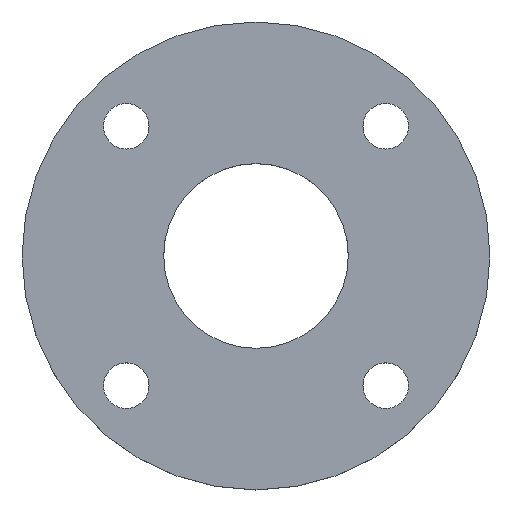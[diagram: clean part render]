
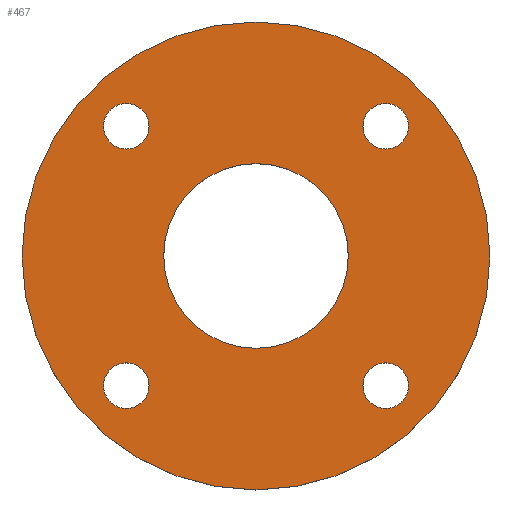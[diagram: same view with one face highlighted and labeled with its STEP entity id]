
A CAD part, top view. The second image highlights one B-rep face of the part: STEP entity #467.
In plain terms, the highlighted planar face has unit normal (0, 0, 1).
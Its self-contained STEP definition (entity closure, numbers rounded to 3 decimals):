
#2 = CARTESIAN_POINT ( 'NONE',  ( -51.265, 51.265, 0. ) ) ;
#3 = AXIS2_PLACEMENT_3D ( 'NONE', #213, #136, #392 ) ;
#7 = DIRECTION ( 'NONE',  ( -1., 0., 0. ) ) ;
#11 = CARTESIAN_POINT ( 'NONE',  ( 51.265, -60.265, 0. ) ) ;
#13 = DIRECTION ( 'NONE',  ( 1., 0., 0. ) ) ;
#20 = ORIENTED_EDGE ( 'NONE', *, *, #220, .T. ) ;
#22 = VERTEX_POINT ( 'NONE', #414 ) ;
#24 = EDGE_CURVE ( 'NONE', #22, #33, #313, .T. ) ;
#25 = VERTEX_POINT ( 'NONE', #376 ) ;
#31 = EDGE_CURVE ( 'NONE', #530, #361, #540, .T. ) ;
#33 = VERTEX_POINT ( 'NONE', #541 ) ;
#36 = FACE_BOUND ( 'NONE', #434, .T. ) ;
#42 = CARTESIAN_POINT ( 'NONE',  ( -51.265, 42.265, 0. ) ) ;
#45 = ORIENTED_EDGE ( 'NONE', *, *, #445, .F. ) ;
#46 = EDGE_CURVE ( 'NONE', #49, #398, #522, .T. ) ;
#49 = VERTEX_POINT ( 'NONE', #461 ) ;
#50 = AXIS2_PLACEMENT_3D ( 'NONE', #499, #375, #453 ) ;
#54 = VERTEX_POINT ( 'NONE', #42 ) ;
#68 = VERTEX_POINT ( 'NONE', #378 ) ;
#70 = DIRECTION ( 'NONE',  ( 0., 0., 1. ) ) ;
#74 = FACE_BOUND ( 'NONE', #367, .T. ) ;
#77 = CIRCLE ( 'NONE', #50, 9. ) ;
#89 = DIRECTION ( 'NONE',  ( 0., 1., 0. ) ) ;
#93 = AXIS2_PLACEMENT_3D ( 'NONE', #2, #174, #89 ) ;
#99 = VERTEX_POINT ( 'NONE', #132 ) ;
#106 = EDGE_CURVE ( 'NONE', #33, #22, #410, .T. ) ;
#109 = DIRECTION ( 'NONE',  ( 1., 0., 0. ) ) ;
#113 = CARTESIAN_POINT ( 'NONE',  ( 0., 0., 0. ) ) ;
#119 = AXIS2_PLACEMENT_3D ( 'NONE', #207, #205, #331 ) ;
#121 = AXIS2_PLACEMENT_3D ( 'NONE', #165, #372, #337 ) ;
#122 = FACE_BOUND ( 'NONE', #161, .T. ) ;
#128 = EDGE_CURVE ( 'NONE', #25, #142, #493, .T. ) ;
#132 = CARTESIAN_POINT ( 'NONE',  ( 92.5, 0., 0. ) ) ;
#136 = DIRECTION ( 'NONE',  ( 0., 0., 1. ) ) ;
#141 = CARTESIAN_POINT ( 'NONE',  ( 0., 0., 0. ) ) ;
#142 = VERTEX_POINT ( 'NONE', #11 ) ;
#144 = ORIENTED_EDGE ( 'NONE', *, *, #24, .F. ) ;
#145 = DIRECTION ( 'NONE',  ( 0., 0., 1. ) ) ;
#150 = ORIENTED_EDGE ( 'NONE', *, *, #128, .F. ) ;
#152 = ORIENTED_EDGE ( 'NONE', *, *, #46, .F. ) ;
#161 = EDGE_LOOP ( 'NONE', ( #311, #144 ) ) ;
#162 = CARTESIAN_POINT ( 'NONE',  ( 36.5, 0., 0. ) ) ;
#164 = EDGE_CURVE ( 'NONE', #68, #99, #475, .T. ) ;
#165 = CARTESIAN_POINT ( 'NONE',  ( 0., 92.5, 0. ) ) ;
#166 = CARTESIAN_POINT ( 'NONE',  ( 51.265, 51.265, 0. ) ) ;
#167 = AXIS2_PLACEMENT_3D ( 'NONE', #400, #527, #109 ) ;
#168 = FACE_BOUND ( 'NONE', #442, .T. ) ;
#174 = DIRECTION ( 'NONE',  ( 0., 0., 1. ) ) ;
#178 = DIRECTION ( 'NONE',  ( 0., -1., 0. ) ) ;
#182 = DIRECTION ( 'NONE',  ( 0., 0., 1. ) ) ;
#185 = EDGE_CURVE ( 'NONE', #401, #54, #333, .T. ) ;
#186 = DIRECTION ( 'NONE',  ( 0., 1., 0. ) ) ;
#202 = AXIS2_PLACEMENT_3D ( 'NONE', #113, #70, #232 ) ;
#205 = DIRECTION ( 'NONE',  ( 0., 0., 1. ) ) ;
#206 = FACE_BOUND ( 'NONE', #382, .T. ) ;
#207 = CARTESIAN_POINT ( 'NONE',  ( -51.265, -51.265, 0. ) ) ;
#213 = CARTESIAN_POINT ( 'NONE',  ( 0., 0., 0. ) ) ;
#215 = AXIS2_PLACEMENT_3D ( 'NONE', #494, #373, #338 ) ;
#218 = CIRCLE ( 'NONE', #202, 36.5 ) ;
#220 = EDGE_CURVE ( 'NONE', #99, #68, #386, .T. ) ;
#232 = DIRECTION ( 'NONE',  ( 1., 0., 0. ) ) ;
#256 = CARTESIAN_POINT ( 'NONE',  ( -51.265, -51.265, 0. ) ) ;
#257 = DIRECTION ( 'NONE',  ( 0., 0., 1. ) ) ;
#279 = ORIENTED_EDGE ( 'NONE', *, *, #343, .F. ) ;
#281 = AXIS2_PLACEMENT_3D ( 'NONE', #356, #145, #186 ) ;
#289 = ORIENTED_EDGE ( 'NONE', *, *, #31, .F. ) ;
#290 = CIRCLE ( 'NONE', #167, 9. ) ;
#293 = DIRECTION ( 'NONE',  ( 1., 0., 0. ) ) ;
#294 = PLANE ( 'NONE',  #121 ) ;
#296 = AXIS2_PLACEMENT_3D ( 'NONE', #256, #389, #7 ) ;
#311 = ORIENTED_EDGE ( 'NONE', *, *, #106, .F. ) ;
#313 = CIRCLE ( 'NONE', #119, 9. ) ;
#314 = CARTESIAN_POINT ( 'NONE',  ( -51.265, 60.265, 0. ) ) ;
#329 = FACE_OUTER_BOUND ( 'NONE', #393, .T. ) ;
#331 = DIRECTION ( 'NONE',  ( -1., 0., 0. ) ) ;
#333 = CIRCLE ( 'NONE', #93, 9. ) ;
#337 = DIRECTION ( 'NONE',  ( -1., 0., 0. ) ) ;
#338 = DIRECTION ( 'NONE',  ( 1., 0., 0. ) ) ;
#343 = EDGE_CURVE ( 'NONE', #54, #401, #448, .T. ) ;
#356 = CARTESIAN_POINT ( 'NONE',  ( -51.265, 51.265, 0. ) ) ;
#357 = ORIENTED_EDGE ( 'NONE', *, *, #415, .F. ) ;
#358 = CARTESIAN_POINT ( 'NONE',  ( 42.265, 51.265, 0. ) ) ;
#361 = VERTEX_POINT ( 'NONE', #484 ) ;
#366 = AXIS2_PLACEMENT_3D ( 'NONE', #433, #182, #178 ) ;
#367 = EDGE_LOOP ( 'NONE', ( #45, #150 ) ) ;
#372 = DIRECTION ( 'NONE',  ( 0., 0., -1. ) ) ;
#373 = DIRECTION ( 'NONE',  ( 0., 0., 1. ) ) ;
#375 = DIRECTION ( 'NONE',  ( 0., 0., 1. ) ) ;
#376 = CARTESIAN_POINT ( 'NONE',  ( 51.265, -42.265, 0. ) ) ;
#378 = CARTESIAN_POINT ( 'NONE',  ( -92.5, 0., 0. ) ) ;
#382 = EDGE_LOOP ( 'NONE', ( #387, #279 ) ) ;
#386 = CIRCLE ( 'NONE', #542, 92.5 ) ;
#387 = ORIENTED_EDGE ( 'NONE', *, *, #185, .F. ) ;
#389 = DIRECTION ( 'NONE',  ( 0., 0., 1. ) ) ;
#392 = DIRECTION ( 'NONE',  ( 1., 0., 0. ) ) ;
#393 = EDGE_LOOP ( 'NONE', ( #20, #538 ) ) ;
#398 = VERTEX_POINT ( 'NONE', #358 ) ;
#400 = CARTESIAN_POINT ( 'NONE',  ( 51.265, 51.265, 0. ) ) ;
#401 = VERTEX_POINT ( 'NONE', #314 ) ;
#410 = CIRCLE ( 'NONE', #296, 9. ) ;
#414 = CARTESIAN_POINT ( 'NONE',  ( -42.265, -51.265, 0. ) ) ;
#415 = EDGE_CURVE ( 'NONE', #361, #530, #218, .T. ) ;
#422 = DIRECTION ( 'NONE',  ( 0., 0., 1. ) ) ;
#423 = EDGE_CURVE ( 'NONE', #398, #49, #290, .T. ) ;
#433 = CARTESIAN_POINT ( 'NONE',  ( 51.265, -51.265, 0. ) ) ;
#434 = EDGE_LOOP ( 'NONE', ( #289, #357 ) ) ;
#442 = EDGE_LOOP ( 'NONE', ( #152, #478 ) ) ;
#445 = EDGE_CURVE ( 'NONE', #142, #25, #77, .T. ) ;
#448 = CIRCLE ( 'NONE', #281, 9. ) ;
#453 = DIRECTION ( 'NONE',  ( 0., -1., 0. ) ) ;
#461 = CARTESIAN_POINT ( 'NONE',  ( 60.265, 51.265, 0. ) ) ;
#467 = ADVANCED_FACE ( 'NONE', ( #206, #122, #74, #168, #36, #329 ), #294, .F. ) ;
#475 = CIRCLE ( 'NONE', #3, 92.5 ) ;
#478 = ORIENTED_EDGE ( 'NONE', *, *, #423, .F. ) ;
#484 = CARTESIAN_POINT ( 'NONE',  ( -36.5, 0., 0. ) ) ;
#493 = CIRCLE ( 'NONE', #366, 9. ) ;
#494 = CARTESIAN_POINT ( 'NONE',  ( 0., 0., 0. ) ) ;
#499 = CARTESIAN_POINT ( 'NONE',  ( 51.265, -51.265, 0. ) ) ;
#522 = CIRCLE ( 'NONE', #531, 9. ) ;
#527 = DIRECTION ( 'NONE',  ( 0., 0., 1. ) ) ;
#530 = VERTEX_POINT ( 'NONE', #162 ) ;
#531 = AXIS2_PLACEMENT_3D ( 'NONE', #166, #422, #293 ) ;
#538 = ORIENTED_EDGE ( 'NONE', *, *, #164, .T. ) ;
#540 = CIRCLE ( 'NONE', #215, 36.5 ) ;
#541 = CARTESIAN_POINT ( 'NONE',  ( -60.265, -51.265, 0. ) ) ;
#542 = AXIS2_PLACEMENT_3D ( 'NONE', #141, #257, #13 ) ;
